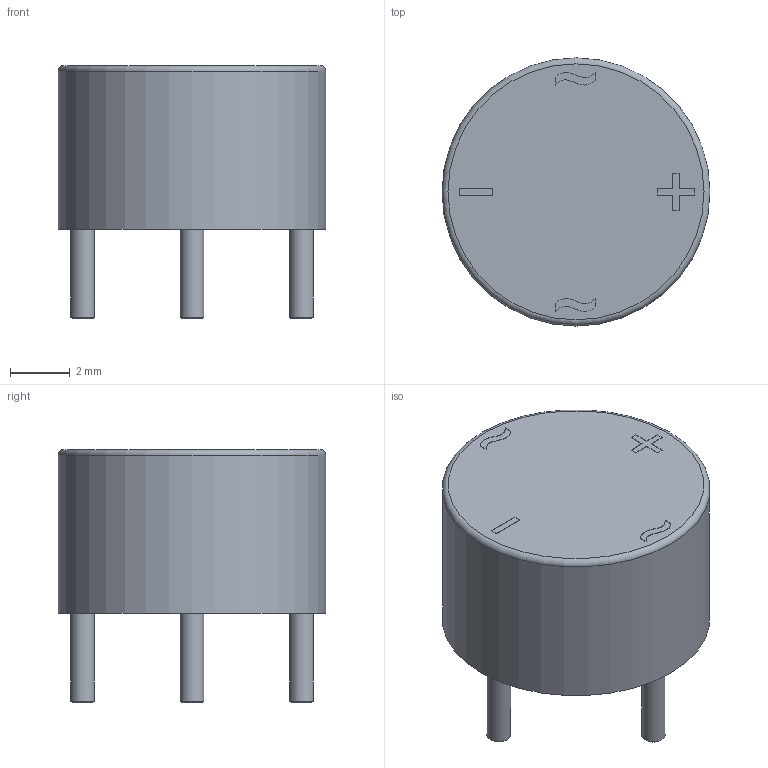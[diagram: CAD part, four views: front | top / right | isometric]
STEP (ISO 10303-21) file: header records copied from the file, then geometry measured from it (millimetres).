
FILE_DESCRIPTION(/* description */ ('Alibre Inc.'),/* implementation_level */ '2;1');
FILE_NAME(/* name */ 'export0',/* time_stamp */ '2013-08-31T15:10:15+03:00',/* author */ (''),/* organization */ (''),/* preprocessor_version */ 'ST-DEVELOPER v14',/* originating_system */ 'Alibre',/* authorisation */ '');
FILE_SCHEMA (('AUTOMOTIVE_DESIGN'));
Length unit declared in the file: centimetre
Bounding box: 9 x 9 x 8.51 mm (x, y, z)
Volume: 355.7 mm3; surface area: 310.3 mm2
Topology: 1 solids, 1 shells, 56 faces, 133 edges, 87 vertices
Faces by surface type: plane 30, bspline 16, cylinder 5, cone 4, torus 1
Full cylindrical faces by diameter (mm): 0.8 x4, 9 x1
Entity records: 1588 total; most frequent: CARTESIAN_POINT 410, ORIENTED_EDGE 246, DIRECTION 155, EDGE_CURVE 123, VERTEX_POINT 87, VECTOR 76, LINE 76, EDGE_LOOP 74
